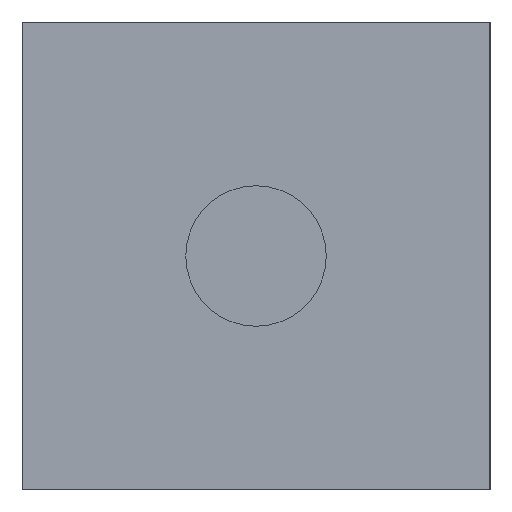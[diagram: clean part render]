
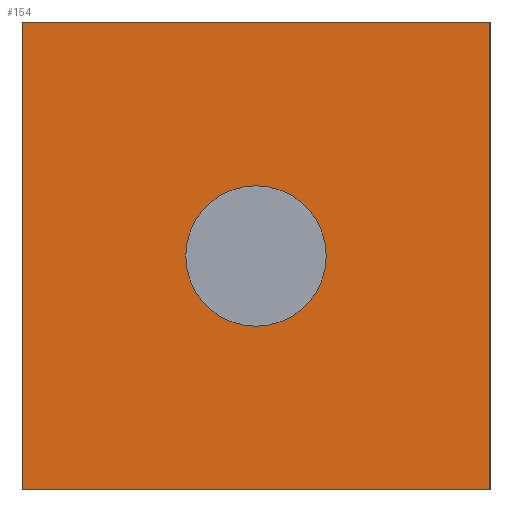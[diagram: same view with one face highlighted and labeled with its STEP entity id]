
A CAD part, left-side view. The second image highlights one B-rep face of the part: STEP entity #154.
In plain terms, the highlighted planar face has unit normal (-1, 0, 0).
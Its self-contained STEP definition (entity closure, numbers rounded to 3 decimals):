
#16=FACE_BOUND('',#44,.T.);
#22=PLANE('',#182);
#32=FACE_OUTER_BOUND('',#43,.T.);
#43=EDGE_LOOP('',(#132,#133,#134,#135));
#44=EDGE_LOOP('',(#136));
#50=LINE('',#249,#64);
#58=LINE('',#264,#72);
#59=LINE('',#266,#73);
#60=LINE('',#267,#74);
#64=VECTOR('',#208,10.);
#72=VECTOR('',#220,10.);
#73=VECTOR('',#223,10.);
#74=VECTOR('',#224,10.);
#76=CIRCLE('',#173,3.);
#80=VERTEX_POINT('',#233);
#84=VERTEX_POINT('',#246);
#85=VERTEX_POINT('',#248);
#89=VERTEX_POINT('',#260);
#90=VERTEX_POINT('',#262);
#93=EDGE_CURVE('',#80,#80,#76,.T.);
#98=EDGE_CURVE('',#84,#85,#50,.T.);
#106=EDGE_CURVE('',#89,#90,#58,.T.);
#107=EDGE_CURVE('',#84,#89,#59,.T.);
#108=EDGE_CURVE('',#85,#90,#60,.T.);
#132=ORIENTED_EDGE('',*,*,#107,.T.);
#133=ORIENTED_EDGE('',*,*,#106,.T.);
#134=ORIENTED_EDGE('',*,*,#108,.F.);
#135=ORIENTED_EDGE('',*,*,#98,.F.);
#136=ORIENTED_EDGE('',*,*,#93,.T.);
#154=ADVANCED_FACE('',(#32,#16),#22,.T.);
#173=AXIS2_PLACEMENT_3D('',#235,#192,#193);
#182=AXIS2_PLACEMENT_3D('',#265,#221,#222);
#192=DIRECTION('center_axis',(1.,0.,0.));
#193=DIRECTION('ref_axis',(0.,-1.,0.));
#208=DIRECTION('',(0.,0.,1.));
#220=DIRECTION('',(0.,0.,1.));
#221=DIRECTION('center_axis',(-1.,0.,0.));
#222=DIRECTION('ref_axis',(0.,-1.,0.));
#223=DIRECTION('',(0.,-1.,0.));
#224=DIRECTION('',(0.,-1.,0.));
#233=CARTESIAN_POINT('',(60.,13.,10.));
#235=CARTESIAN_POINT('Origin',(60.,10.,10.));
#246=CARTESIAN_POINT('',(60.,20.,0.));
#248=CARTESIAN_POINT('',(60.,20.,20.));
#249=CARTESIAN_POINT('',(60.,20.,0.));
#260=CARTESIAN_POINT('',(60.,0.,0.));
#262=CARTESIAN_POINT('',(60.,0.,20.));
#264=CARTESIAN_POINT('',(60.,0.,0.));
#265=CARTESIAN_POINT('Origin',(60.,20.,0.));
#266=CARTESIAN_POINT('',(60.,20.,0.));
#267=CARTESIAN_POINT('',(60.,20.,20.));
